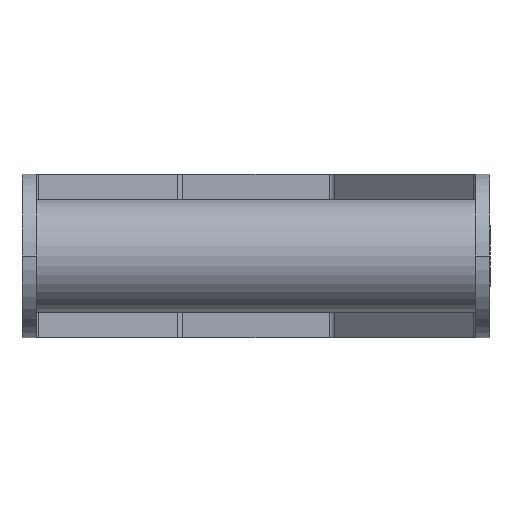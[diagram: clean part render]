
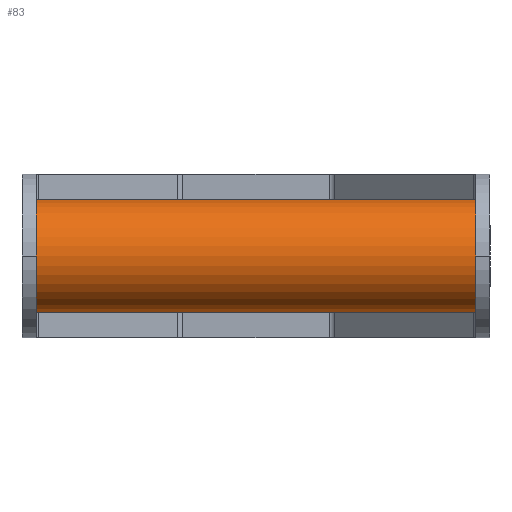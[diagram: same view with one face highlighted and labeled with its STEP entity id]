
A CAD part, front view. The second image highlights one B-rep face of the part: STEP entity #83.
In plain terms, the highlighted cylindrical face has radius 24.15 mm (diameter 48.3 mm), a partial arc.
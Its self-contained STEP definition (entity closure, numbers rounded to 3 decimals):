
#83 = ADVANCED_FACE ( 'NONE', ( #2575 ), #6515, .T. ) ;
#157 = CARTESIAN_POINT ( 'NONE',  ( 0., -94., 24.15 ) ) ;
#567 = AXIS2_PLACEMENT_3D ( 'NONE', #8082, #3644, #9584 ) ;
#744 = CARTESIAN_POINT ( 'NONE',  ( 0., -94., 0. ) ) ;
#1189 = DIRECTION ( 'NONE',  ( 0., -1., 0. ) ) ;
#1392 = AXIS2_PLACEMENT_3D ( 'NONE', #744, #6021, #6864 ) ;
#1412 = ORIENTED_EDGE ( 'NONE', *, *, #2503, .T. ) ;
#1531 = VERTEX_POINT ( 'NONE', #157 ) ;
#1932 = VECTOR ( 'NONE', #6686, 1000. ) ;
#2174 = EDGE_CURVE ( 'NONE', #9239, #1531, #8937, .T. ) ;
#2216 = CARTESIAN_POINT ( 'NONE',  ( 0., 94., 0. ) ) ;
#2503 = EDGE_CURVE ( 'NONE', #5356, #8053, #7209, .T. ) ;
#2575 = FACE_OUTER_BOUND ( 'NONE', #9116, .T. ) ;
#3217 = CARTESIAN_POINT ( 'NONE',  ( 0., 94., -24.15 ) ) ;
#3329 = CARTESIAN_POINT ( 'NONE',  ( 0., 94., 24.15 ) ) ;
#3400 = CARTESIAN_POINT ( 'NONE',  ( 0., -94., -24.15 ) ) ;
#3644 = DIRECTION ( 'NONE',  ( 0., 1., 0. ) ) ;
#3813 = CARTESIAN_POINT ( 'NONE',  ( 0., 94., 24.15 ) ) ;
#3943 = AXIS2_PLACEMENT_3D ( 'NONE', #2216, #1189, #7175 ) ;
#4065 = ORIENTED_EDGE ( 'NONE', *, *, #8870, .F. ) ;
#4090 = EDGE_CURVE ( 'NONE', #8053, #1531, #8240, .T. ) ;
#5356 = VERTEX_POINT ( 'NONE', #7503 ) ;
#5542 = DIRECTION ( 'NONE',  ( 0., -1., 0. ) ) ;
#6021 = DIRECTION ( 'NONE',  ( 0., 1., 0. ) ) ;
#6492 = ORIENTED_EDGE ( 'NONE', *, *, #2174, .F. ) ;
#6515 = CYLINDRICAL_SURFACE ( 'NONE', #3943, 24.15 ) ;
#6686 = DIRECTION ( 'NONE',  ( 0., -1., 0. ) ) ;
#6864 = DIRECTION ( 'NONE',  ( 0., 0., 1. ) ) ;
#7175 = DIRECTION ( 'NONE',  ( 0., 0., -1. ) ) ;
#7209 = LINE ( 'NONE', #3217, #9667 ) ;
#7467 = ORIENTED_EDGE ( 'NONE', *, *, #4090, .T. ) ;
#7503 = CARTESIAN_POINT ( 'NONE',  ( 0., 94., -24.15 ) ) ;
#7777 = CIRCLE ( 'NONE', #567, 24.15 ) ;
#8053 = VERTEX_POINT ( 'NONE', #3400 ) ;
#8082 = CARTESIAN_POINT ( 'NONE',  ( 0., 94., 0. ) ) ;
#8240 = CIRCLE ( 'NONE', #1392, 24.15 ) ;
#8870 = EDGE_CURVE ( 'NONE', #5356, #9239, #7777, .T. ) ;
#8937 = LINE ( 'NONE', #3813, #1932 ) ;
#9116 = EDGE_LOOP ( 'NONE', ( #6492, #4065, #1412, #7467 ) ) ;
#9239 = VERTEX_POINT ( 'NONE', #3329 ) ;
#9584 = DIRECTION ( 'NONE',  ( 0., 0., 1. ) ) ;
#9667 = VECTOR ( 'NONE', #5542, 1000. ) ;
